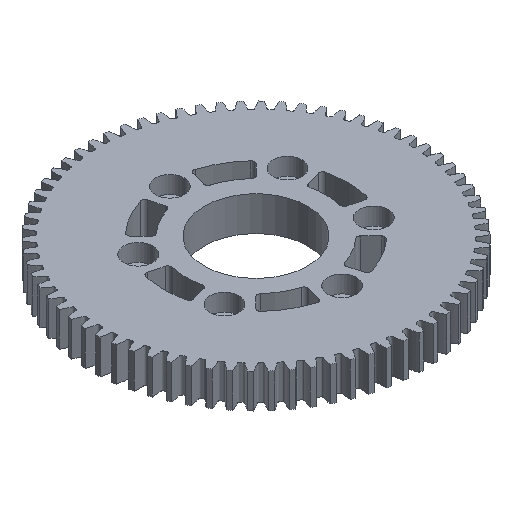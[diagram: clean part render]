
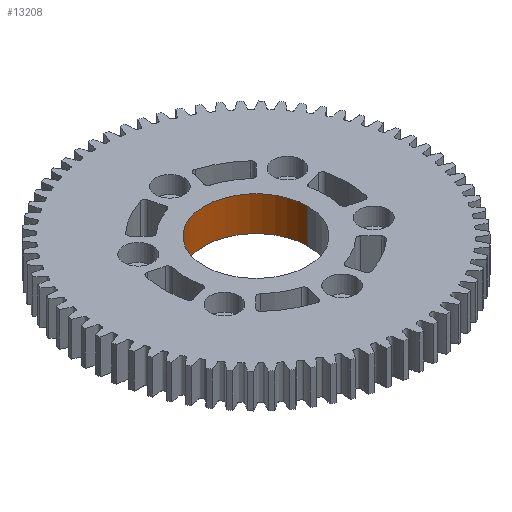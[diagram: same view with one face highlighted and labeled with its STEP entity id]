
A CAD part, isometric view. The second image highlights one B-rep face of the part: STEP entity #13208.
In plain terms, the highlighted cylindrical face has radius 14.306 mm (diameter 28.613 mm), a partial arc.
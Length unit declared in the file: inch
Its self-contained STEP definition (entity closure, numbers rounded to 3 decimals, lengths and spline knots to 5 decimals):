
#473 = DIRECTION ( 'NONE',  ( 0., 0., 1. ) ) ;
#560 = VERTEX_POINT ( 'NONE', #9189 ) ;
#732 = LINE ( 'NONE', #7042, #23159 ) ;
#3313 = VERTEX_POINT ( 'NONE', #10497 ) ;
#4847 = AXIS2_PLACEMENT_3D ( 'NONE', #6217, #21420, #8338 ) ;
#5091 = AXIS2_PLACEMENT_3D ( 'NONE', #26815, #26785, #26758 ) ;
#6217 = CARTESIAN_POINT ( 'NONE',  ( 0., 0., -0.1875 ) ) ;
#6295 = CARTESIAN_POINT ( 'NONE',  ( 0.56325, 0., 0.1875 ) ) ;
#6730 = DIRECTION ( 'NONE',  ( 0., 0., 1. ) ) ;
#6877 = CARTESIAN_POINT ( 'NONE',  ( 0.56325, 0., 0.1875 ) ) ;
#7042 = CARTESIAN_POINT ( 'NONE',  ( -0.56325, 0., 0.1875 ) ) ;
#7679 = CIRCLE ( 'NONE', #5091, 0.56325 ) ;
#7889 = ORIENTED_EDGE ( 'NONE', *, *, #9848, .T. ) ;
#8338 = DIRECTION ( 'NONE',  ( 1., 0., 0. ) ) ;
#8796 = DIRECTION ( 'NONE',  ( 0., 0., 1. ) ) ;
#9050 = EDGE_CURVE ( 'NONE', #10037, #13553, #19673, .T. ) ;
#9189 = CARTESIAN_POINT ( 'NONE',  ( -0.56325, 0., 0.1875 ) ) ;
#9848 = EDGE_CURVE ( 'NONE', #13553, #560, #7679, .T. ) ;
#10037 = VERTEX_POINT ( 'NONE', #24598 ) ;
#10497 = CARTESIAN_POINT ( 'NONE',  ( -0.56325, 0., -0.1875 ) ) ;
#13208 = ADVANCED_FACE ( 'NONE', ( #14062 ), #16011, .F. ) ;
#13423 = ORIENTED_EDGE ( 'NONE', *, *, #21294, .F. ) ;
#13553 = VERTEX_POINT ( 'NONE', #6295 ) ;
#13827 = ORIENTED_EDGE ( 'NONE', *, *, #9050, .T. ) ;
#14062 = FACE_OUTER_BOUND ( 'NONE', #21875, .T. ) ;
#14721 = CARTESIAN_POINT ( 'NONE',  ( 0., 0., 0.1875 ) ) ;
#16011 = CYLINDRICAL_SURFACE ( 'NONE', #22354, 0.56325 ) ;
#16343 = ORIENTED_EDGE ( 'NONE', *, *, #21638, .F. ) ;
#18770 = CIRCLE ( 'NONE', #4847, 0.56325 ) ;
#18956 = VECTOR ( 'NONE', #6730, 39.37008 ) ;
#19673 = LINE ( 'NONE', #6877, #18956 ) ;
#21294 = EDGE_CURVE ( 'NONE', #10037, #3313, #18770, .T. ) ;
#21420 = DIRECTION ( 'NONE',  ( 0., 0., 1. ) ) ;
#21638 = EDGE_CURVE ( 'NONE', #3313, #560, #732, .T. ) ;
#21875 = EDGE_LOOP ( 'NONE', ( #16343, #13423, #13827, #7889 ) ) ;
#22354 = AXIS2_PLACEMENT_3D ( 'NONE', #14721, #8796, #24045 ) ;
#23159 = VECTOR ( 'NONE', #473, 39.37008 ) ;
#24045 = DIRECTION ( 'NONE',  ( 1., 0., 0. ) ) ;
#24598 = CARTESIAN_POINT ( 'NONE',  ( 0.56325, 0., -0.1875 ) ) ;
#26758 = DIRECTION ( 'NONE',  ( 1., 0., 0. ) ) ;
#26785 = DIRECTION ( 'NONE',  ( 0., 0., 1. ) ) ;
#26815 = CARTESIAN_POINT ( 'NONE',  ( 0., 0., 0.1875 ) ) ;
